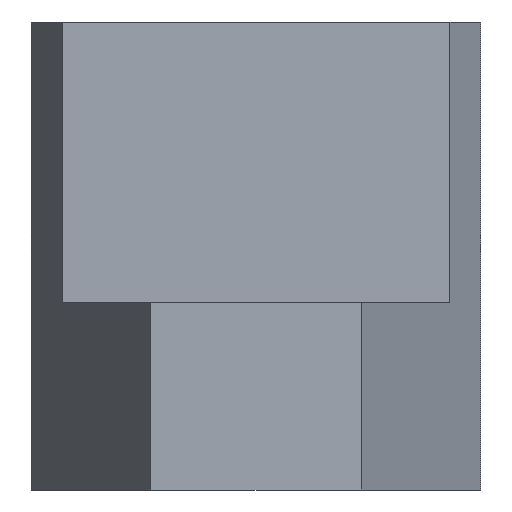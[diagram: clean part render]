
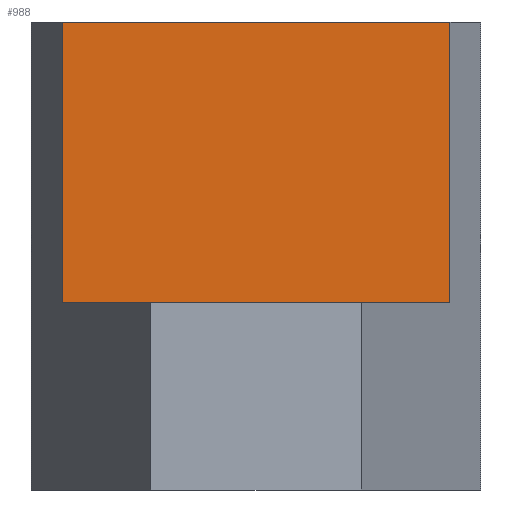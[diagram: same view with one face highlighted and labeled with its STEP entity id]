
A CAD part, left-side view. The second image highlights one B-rep face of the part: STEP entity #988.
In plain terms, the highlighted planar face has unit normal (-1, 0, 0).
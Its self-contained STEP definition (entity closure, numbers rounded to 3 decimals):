
#7 = AXIS2_PLACEMENT_3D ( 'NONE', #919, #215, #783 ) ;
#13 = DIRECTION ( 'NONE',  ( 0., 0., -1. ) ) ;
#58 = CARTESIAN_POINT ( 'NONE',  ( 7., -10.362, 10. ) ) ;
#66 = CARTESIAN_POINT ( 'NONE',  ( 7., 10.362, 10. ) ) ;
#68 = VECTOR ( 'NONE', #613, 1000. ) ;
#111 = ORIENTED_EDGE ( 'NONE', *, *, #705, .T. ) ;
#156 = DIRECTION ( 'NONE',  ( 0., 0., -1. ) ) ;
#162 = PLANE ( 'NONE',  #7 ) ;
#207 = CARTESIAN_POINT ( 'NONE',  ( 7., -10.362, 25. ) ) ;
#215 = DIRECTION ( 'NONE',  ( 1., 0., 0. ) ) ;
#233 = VERTEX_POINT ( 'NONE', #207 ) ;
#277 = LINE ( 'NONE', #66, #68 ) ;
#281 = DIRECTION ( 'NONE',  ( 0., -1., 0. ) ) ;
#339 = EDGE_LOOP ( 'NONE', ( #111, #546, #501, #451 ) ) ;
#342 = VERTEX_POINT ( 'NONE', #882 ) ;
#369 = CARTESIAN_POINT ( 'NONE',  ( 7., 10.362, 25. ) ) ;
#415 = LINE ( 'NONE', #712, #989 ) ;
#417 = VERTEX_POINT ( 'NONE', #689 ) ;
#432 = VERTEX_POINT ( 'NONE', #58 ) ;
#451 = ORIENTED_EDGE ( 'NONE', *, *, #802, .T. ) ;
#457 = EDGE_CURVE ( 'NONE', #233, #432, #708, .T. ) ;
#458 = LINE ( 'NONE', #369, #502 ) ;
#501 = ORIENTED_EDGE ( 'NONE', *, *, #889, .F. ) ;
#502 = VECTOR ( 'NONE', #281, 1000. ) ;
#512 = VECTOR ( 'NONE', #156, 1000. ) ;
#546 = ORIENTED_EDGE ( 'NONE', *, *, #457, .F. ) ;
#613 = DIRECTION ( 'NONE',  ( 0., -1., 0. ) ) ;
#646 = FACE_OUTER_BOUND ( 'NONE', #339, .T. ) ;
#689 = CARTESIAN_POINT ( 'NONE',  ( 7., 10.362, 25. ) ) ;
#705 = EDGE_CURVE ( 'NONE', #342, #432, #277, .T. ) ;
#708 = LINE ( 'NONE', #938, #512 ) ;
#712 = CARTESIAN_POINT ( 'NONE',  ( 7., 10.362, 25. ) ) ;
#783 = DIRECTION ( 'NONE',  ( 0., 1., 0. ) ) ;
#802 = EDGE_CURVE ( 'NONE', #417, #342, #415, .T. ) ;
#882 = CARTESIAN_POINT ( 'NONE',  ( 7., 10.362, 10. ) ) ;
#889 = EDGE_CURVE ( 'NONE', #417, #233, #458, .T. ) ;
#919 = CARTESIAN_POINT ( 'NONE',  ( 7., 10.362, 25. ) ) ;
#938 = CARTESIAN_POINT ( 'NONE',  ( 7., -10.362, 25. ) ) ;
#988 = ADVANCED_FACE ( 'NONE', ( #646 ), #162, .F. ) ;
#989 = VECTOR ( 'NONE', #13, 1000. ) ;
